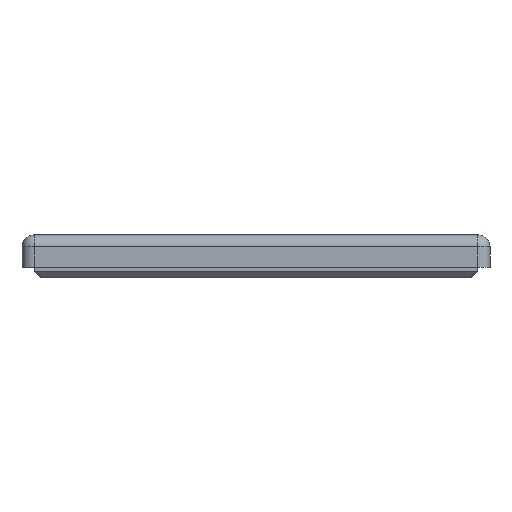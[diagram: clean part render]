
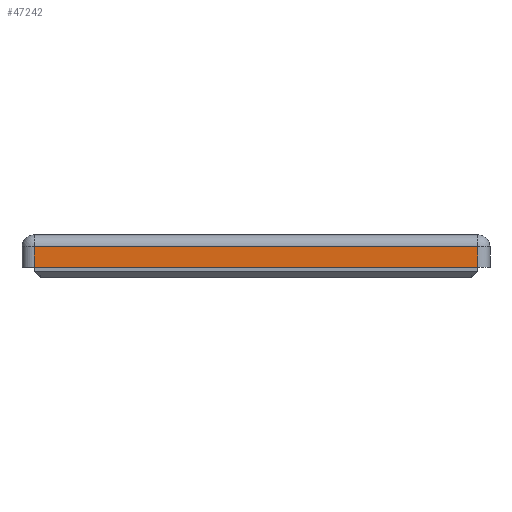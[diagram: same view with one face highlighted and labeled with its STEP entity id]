
A CAD part, front view. The second image highlights one B-rep face of the part: STEP entity #47242.
In plain terms, the highlighted planar face has unit normal (0, -1, 0).
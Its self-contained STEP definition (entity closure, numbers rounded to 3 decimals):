
#8529 = PLANE('',#8530);
#8530 = AXIS2_PLACEMENT_3D('',#8531,#8532,#8533);
#8531 = CARTESIAN_POINT('',(0.,0.,17.));
#8532 = DIRECTION('',(-0.,-0.,-1.));
#8533 = DIRECTION('',(-1.,0.,0.));
#8921 = CYLINDRICAL_SURFACE('',#8922,3.);
#8922 = AXIS2_PLACEMENT_3D('',#8923,#8924,#8925);
#8923 = CARTESIAN_POINT('',(55.,-55.,22.));
#8924 = DIRECTION('',(-1.,0.,0.));
#8925 = DIRECTION('',(-0.,0.,-1.));
#25049 = CYLINDRICAL_SURFACE('',#25050,3.);
#25050 = AXIS2_PLACEMENT_3D('',#25051,#25052,#25053);
#25051 = CARTESIAN_POINT('',(-55.,-55.,17.));
#25052 = DIRECTION('',(0.,0.,1.));
#25053 = DIRECTION('',(1.,0.,0.));
#25306 = VERTEX_POINT('',#25307);
#25307 = CARTESIAN_POINT('',(55.,-58.,17.));
#25322 = CYLINDRICAL_SURFACE('',#25323,3.);
#25323 = AXIS2_PLACEMENT_3D('',#25324,#25325,#25326);
#25324 = CARTESIAN_POINT('',(55.,-55.,17.));
#25325 = DIRECTION('',(0.,0.,1.));
#25326 = DIRECTION('',(0.,1.,0.));
#25334 = EDGE_CURVE('',#25306,#25335,#25337,.T.);
#25335 = VERTEX_POINT('',#25336);
#25336 = CARTESIAN_POINT('',(-55.,-58.,17.));
#25337 = SURFACE_CURVE('',#25338,(#25342,#25349),.PCURVE_S1.);
#25338 = LINE('',#25339,#25340);
#25339 = CARTESIAN_POINT('',(55.,-58.,17.));
#25340 = VECTOR('',#25341,1.);
#25341 = DIRECTION('',(-1.,0.,0.));
#25342 = PCURVE('',#8529,#25343);
#25343 = DEFINITIONAL_REPRESENTATION('',(#25344),#25348);
#25344 = LINE('',#25345,#25346);
#25345 = CARTESIAN_POINT('',(-55.,-58.));
#25346 = VECTOR('',#25347,1.);
#25347 = DIRECTION('',(1.,0.));
#25348 = ( GEOMETRIC_REPRESENTATION_CONTEXT(2) 
PARAMETRIC_REPRESENTATION_CONTEXT() REPRESENTATION_CONTEXT('2D SPACE',''
  ) );
#25349 = PCURVE('',#25350,#25355);
#25350 = PLANE('',#25351);
#25351 = AXIS2_PLACEMENT_3D('',#25352,#25353,#25354);
#25352 = CARTESIAN_POINT('',(55.,-58.,17.));
#25353 = DIRECTION('',(0.,-1.,0.));
#25354 = DIRECTION('',(-1.,0.,0.));
#25355 = DEFINITIONAL_REPRESENTATION('',(#25356),#25360);
#25356 = LINE('',#25357,#25358);
#25357 = CARTESIAN_POINT('',(0.,-0.));
#25358 = VECTOR('',#25359,1.);
#25359 = DIRECTION('',(1.,0.));
#25360 = ( GEOMETRIC_REPRESENTATION_CONTEXT(2) 
PARAMETRIC_REPRESENTATION_CONTEXT() REPRESENTATION_CONTEXT('2D SPACE',''
  ) );
#25893 = EDGE_CURVE('',#25894,#25896,#25898,.T.);
#25894 = VERTEX_POINT('',#25895);
#25895 = CARTESIAN_POINT('',(55.,-58.,22.));
#25896 = VERTEX_POINT('',#25897);
#25897 = CARTESIAN_POINT('',(-55.,-58.,22.));
#25898 = SURFACE_CURVE('',#25899,(#25903,#25910),.PCURVE_S1.);
#25899 = LINE('',#25900,#25901);
#25900 = CARTESIAN_POINT('',(55.,-58.,22.));
#25901 = VECTOR('',#25902,1.);
#25902 = DIRECTION('',(-1.,0.,0.));
#25903 = PCURVE('',#8921,#25904);
#25904 = DEFINITIONAL_REPRESENTATION('',(#25905),#25909);
#25905 = LINE('',#25906,#25907);
#25906 = CARTESIAN_POINT('',(1.571,0.));
#25907 = VECTOR('',#25908,1.);
#25908 = DIRECTION('',(0.,1.));
#25909 = ( GEOMETRIC_REPRESENTATION_CONTEXT(2) 
PARAMETRIC_REPRESENTATION_CONTEXT() REPRESENTATION_CONTEXT('2D SPACE',''
  ) );
#25910 = PCURVE('',#25350,#25911);
#25911 = DEFINITIONAL_REPRESENTATION('',(#25912),#25916);
#25912 = LINE('',#25913,#25914);
#25913 = CARTESIAN_POINT('',(0.,-5.));
#25914 = VECTOR('',#25915,1.);
#25915 = DIRECTION('',(1.,0.));
#25916 = ( GEOMETRIC_REPRESENTATION_CONTEXT(2) 
PARAMETRIC_REPRESENTATION_CONTEXT() REPRESENTATION_CONTEXT('2D SPACE',''
  ) );
#47160 = EDGE_CURVE('',#25335,#25896,#47161,.T.);
#47161 = SURFACE_CURVE('',#47162,(#47166,#47173),.PCURVE_S1.);
#47162 = LINE('',#47163,#47164);
#47163 = CARTESIAN_POINT('',(-55.,-58.,17.));
#47164 = VECTOR('',#47165,1.);
#47165 = DIRECTION('',(0.,0.,1.));
#47166 = PCURVE('',#25049,#47167);
#47167 = DEFINITIONAL_REPRESENTATION('',(#47168),#47172);
#47168 = LINE('',#47169,#47170);
#47169 = CARTESIAN_POINT('',(-1.571,0.));
#47170 = VECTOR('',#47171,1.);
#47171 = DIRECTION('',(-0.,1.));
#47172 = ( GEOMETRIC_REPRESENTATION_CONTEXT(2) 
PARAMETRIC_REPRESENTATION_CONTEXT() REPRESENTATION_CONTEXT('2D SPACE',''
  ) );
#47173 = PCURVE('',#25350,#47174);
#47174 = DEFINITIONAL_REPRESENTATION('',(#47175),#47179);
#47175 = LINE('',#47176,#47177);
#47176 = CARTESIAN_POINT('',(110.,0.));
#47177 = VECTOR('',#47178,1.);
#47178 = DIRECTION('',(0.,-1.));
#47179 = ( GEOMETRIC_REPRESENTATION_CONTEXT(2) 
PARAMETRIC_REPRESENTATION_CONTEXT() REPRESENTATION_CONTEXT('2D SPACE',''
  ) );
#47242 = ADVANCED_FACE('',(#47243),#25350,.T.);
#47243 = FACE_BOUND('',#47244,.T.);
#47244 = EDGE_LOOP('',(#47245,#47246,#47247,#47268));
#47245 = ORIENTED_EDGE('',*,*,#47160,.F.);
#47246 = ORIENTED_EDGE('',*,*,#25334,.F.);
#47247 = ORIENTED_EDGE('',*,*,#47248,.T.);
#47248 = EDGE_CURVE('',#25306,#25894,#47249,.T.);
#47249 = SURFACE_CURVE('',#47250,(#47254,#47261),.PCURVE_S1.);
#47250 = LINE('',#47251,#47252);
#47251 = CARTESIAN_POINT('',(55.,-58.,17.));
#47252 = VECTOR('',#47253,1.);
#47253 = DIRECTION('',(0.,0.,1.));
#47254 = PCURVE('',#25350,#47255);
#47255 = DEFINITIONAL_REPRESENTATION('',(#47256),#47260);
#47256 = LINE('',#47257,#47258);
#47257 = CARTESIAN_POINT('',(0.,-0.));
#47258 = VECTOR('',#47259,1.);
#47259 = DIRECTION('',(0.,-1.));
#47260 = ( GEOMETRIC_REPRESENTATION_CONTEXT(2) 
PARAMETRIC_REPRESENTATION_CONTEXT() REPRESENTATION_CONTEXT('2D SPACE',''
  ) );
#47261 = PCURVE('',#25322,#47262);
#47262 = DEFINITIONAL_REPRESENTATION('',(#47263),#47267);
#47263 = LINE('',#47264,#47265);
#47264 = CARTESIAN_POINT('',(-3.142,0.));
#47265 = VECTOR('',#47266,1.);
#47266 = DIRECTION('',(-0.,1.));
#47267 = ( GEOMETRIC_REPRESENTATION_CONTEXT(2) 
PARAMETRIC_REPRESENTATION_CONTEXT() REPRESENTATION_CONTEXT('2D SPACE',''
  ) );
#47268 = ORIENTED_EDGE('',*,*,#25893,.T.);
